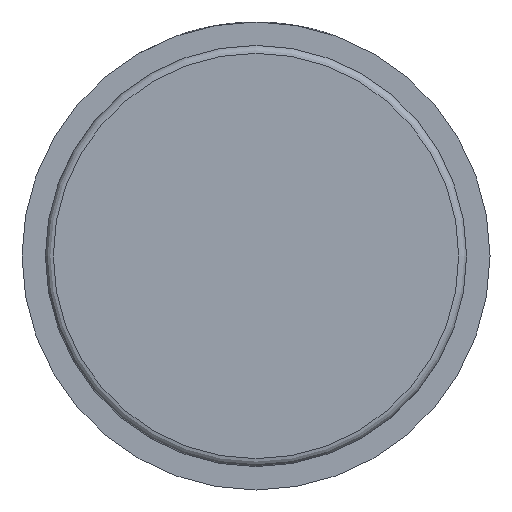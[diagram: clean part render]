
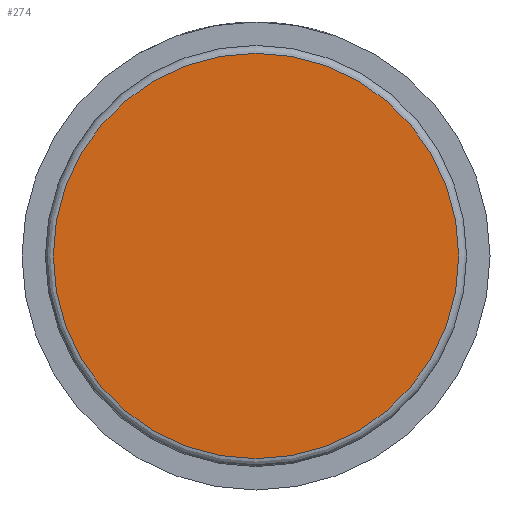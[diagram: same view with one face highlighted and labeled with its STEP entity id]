
A CAD part, front view. The second image highlights one B-rep face of the part: STEP entity #274.
In plain terms, the highlighted planar face has unit normal (0, -1, 0).
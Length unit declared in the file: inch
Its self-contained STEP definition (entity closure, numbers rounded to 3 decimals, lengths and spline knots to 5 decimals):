
#4 = CIRCLE ( 'NONE', #100, 0.05115 ) ;
#9 = DIRECTION ( 'NONE',  ( 0., -1., 0. ) ) ;
#30 = DIRECTION ( 'NONE',  ( 0., -1., 0. ) ) ;
#70 = PLANE ( 'NONE',  #78 ) ;
#75 = DIRECTION ( 'NONE',  ( 0., 0., -1. ) ) ;
#78 = AXIS2_PLACEMENT_3D ( 'NONE', #306, #30, #75 ) ;
#100 = AXIS2_PLACEMENT_3D ( 'NONE', #237, #9, #152 ) ;
#122 = VERTEX_POINT ( 'NONE', #461 ) ;
#152 = DIRECTION ( 'NONE',  ( 0., 0., -1. ) ) ;
#217 = ORIENTED_EDGE ( 'NONE', *, *, #399, .T. ) ;
#237 = CARTESIAN_POINT ( 'NONE',  ( 0., -0.86614, 0. ) ) ;
#274 = ADVANCED_FACE ( 'NONE', ( #432 ), #70, .T. ) ;
#284 = EDGE_LOOP ( 'NONE', ( #217 ) ) ;
#306 = CARTESIAN_POINT ( 'NONE',  ( 0., -0.86614, 0. ) ) ;
#399 = EDGE_CURVE ( 'NONE', #122, #122, #4, .T. ) ;
#432 = FACE_OUTER_BOUND ( 'NONE', #284, .T. ) ;
#461 = CARTESIAN_POINT ( 'NONE',  ( 0., -0.86614, -0.05115 ) ) ;
